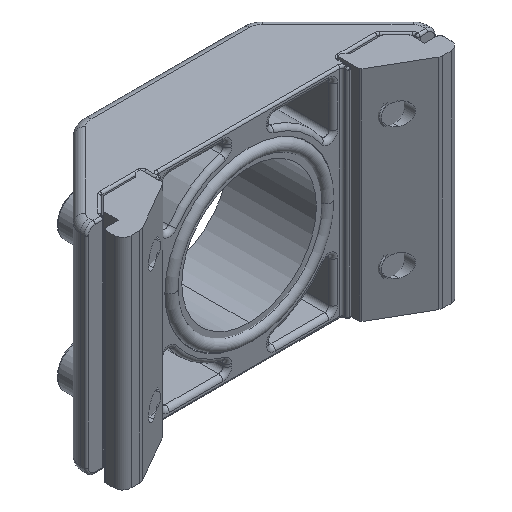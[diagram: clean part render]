
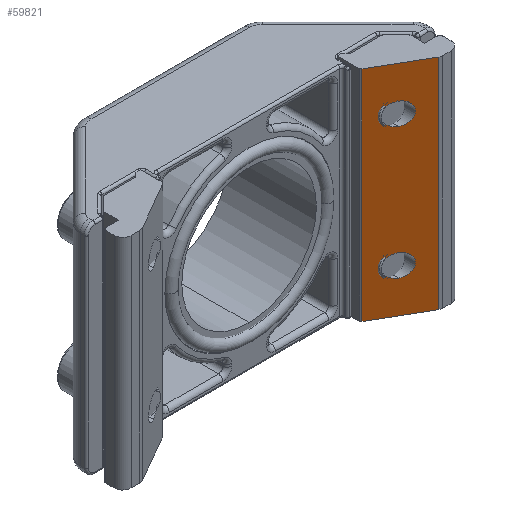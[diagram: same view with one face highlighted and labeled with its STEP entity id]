
A CAD part, isometric view. The second image highlights one B-rep face of the part: STEP entity #59821.
In plain terms, the highlighted face is planar.
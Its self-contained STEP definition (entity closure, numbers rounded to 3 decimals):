
#1398 = CARTESIAN_POINT ( 'NONE',  ( 10.5, 1.178, 7.5 ) ) ;
#3274 = CARTESIAN_POINT ( 'NONE',  ( 4.65, -2.199, 50. ) ) ;
#4750 = CARTESIAN_POINT ( 'NONE',  ( 10.5, 1.178, 7.5 ) ) ;
#4764 = VERTEX_POINT ( 'NONE', #8975 ) ;
#6111 = EDGE_CURVE ( 'NONE', #31206, #86317, #40548, .T. ) ;
#7259 = CARTESIAN_POINT ( 'NONE',  ( 10.5, 1.178, 42.5 ) ) ;
#7318 =( BOUNDED_CURVE ( )  B_SPLINE_CURVE ( 3, ( #69276, #75879, #7541, #7259 ),
 .UNSPECIFIED., .F., .F. ) 
 B_SPLINE_CURVE_WITH_KNOTS ( ( 4, 4 ),
 ( 1.571, 4.712 ),
 .UNSPECIFIED. ) 
 CURVE ( )  GEOMETRIC_REPRESENTATION_ITEM ( )  RATIONAL_B_SPLINE_CURVE ( ( 1., 0.333, 0.333, 1. ) ) 
 REPRESENTATION_ITEM ( '' )  );
#7431 = VECTOR ( 'NONE', #68367, 1000. ) ;
#7541 = CARTESIAN_POINT ( 'NONE',  ( 5.5, -1.708, 42.5 ) ) ;
#8975 = CARTESIAN_POINT ( 'NONE',  ( 10.5, 1.178, 12.5 ) ) ;
#14475 = CARTESIAN_POINT ( 'NONE',  ( 10.5, 1.178, 12.5 ) ) ;
#16011 = EDGE_CURVE ( 'NONE', #64844, #4764, #80600, .T. ) ;
#16131 = CARTESIAN_POINT ( 'NONE',  ( 15.5, 4.065, 42.5 ) ) ;
#17587 = EDGE_LOOP ( 'NONE', ( #23742, #33726 ) ) ;
#18511 = DIRECTION ( 'NONE',  ( 0., 0., -1. ) ) ;
#18756 = VECTOR ( 'NONE', #18511, 1000. ) ;
#18933 = ORIENTED_EDGE ( 'NONE', *, *, #28060, .T. ) ;
#19277 = CARTESIAN_POINT ( 'NONE',  ( 15.75, 4.21, 0. ) ) ;
#19805 = EDGE_CURVE ( 'NONE', #38957, #59602, #79724, .T. ) ;
#20156 = CARTESIAN_POINT ( 'NONE',  ( 15.5, 4.065, 12.5 ) ) ;
#21045 = ORIENTED_EDGE ( 'NONE', *, *, #28126, .T. ) ;
#22195 = ORIENTED_EDGE ( 'NONE', *, *, #56823, .T. ) ;
#22823 = EDGE_LOOP ( 'NONE', ( #22195, #21045 ) ) ;
#23742 = ORIENTED_EDGE ( 'NONE', *, *, #27198, .T. ) ;
#25521 = CARTESIAN_POINT ( 'NONE',  ( 10.5, 1.178, 7.5 ) ) ;
#26558 = PLANE ( 'NONE',  #57462 ) ;
#26943 = CARTESIAN_POINT ( 'NONE',  ( 4.65, -2.199, 0. ) ) ;
#27198 = EDGE_CURVE ( 'NONE', #4764, #64844, #35185, .T. ) ;
#27249 = FACE_BOUND ( 'NONE', #17587, .T. ) ;
#27627 = CARTESIAN_POINT ( 'NONE',  ( 10.5, 1.178, 12.5 ) ) ;
#28060 = EDGE_CURVE ( 'NONE', #38957, #31206, #47197, .T. ) ;
#28126 = EDGE_CURVE ( 'NONE', #58365, #28409, #7318, .T. ) ;
#28409 = VERTEX_POINT ( 'NONE', #49231 ) ;
#29282 = CARTESIAN_POINT ( 'NONE',  ( 15.5, 4.065, 37.5 ) ) ;
#29405 = FACE_BOUND ( 'NONE', #22823, .T. ) ;
#29584 = CARTESIAN_POINT ( 'NONE',  ( 10.5, 1.178, 42.5 ) ) ;
#31206 = VERTEX_POINT ( 'NONE', #26943 ) ;
#32259 = VECTOR ( 'NONE', #88476, 1000. ) ;
#33726 = ORIENTED_EDGE ( 'NONE', *, *, #16011, .T. ) ;
#35185 =( BOUNDED_CURVE ( )  B_SPLINE_CURVE ( 3, ( #27627, #20156, #62498, #1398 ),
 .UNSPECIFIED., .F., .F. ) 
 B_SPLINE_CURVE_WITH_KNOTS ( ( 4, 4 ),
 ( 4.712, 7.854 ),
 .UNSPECIFIED. ) 
 CURVE ( )  GEOMETRIC_REPRESENTATION_ITEM ( )  RATIONAL_B_SPLINE_CURVE ( ( 1., 0.333, 0.333, 1. ) ) 
 REPRESENTATION_ITEM ( '' )  );
#38957 = VERTEX_POINT ( 'NONE', #3274 ) ;
#39723 = DIRECTION ( 'NONE',  ( -0.866, -0.5, 0. ) ) ;
#40548 = LINE ( 'NONE', #75864, #7431 ) ;
#40601 = DIRECTION ( 'NONE',  ( -0.5, 0.866, 0. ) ) ;
#41931 =( BOUNDED_CURVE ( )  B_SPLINE_CURVE ( 3, ( #29584, #16131, #29282, #71029 ),
 .UNSPECIFIED., .F., .F. ) 
 B_SPLINE_CURVE_WITH_KNOTS ( ( 4, 4 ),
 ( 4.712, 7.854 ),
 .UNSPECIFIED. ) 
 CURVE ( )  GEOMETRIC_REPRESENTATION_ITEM ( )  RATIONAL_B_SPLINE_CURVE ( ( 1., 0.333, 0.333, 1. ) ) 
 REPRESENTATION_ITEM ( '' )  );
#47197 = LINE ( 'NONE', #47818, #32259 ) ;
#47515 = ORIENTED_EDGE ( 'NONE', *, *, #6111, .T. ) ;
#47818 = CARTESIAN_POINT ( 'NONE',  ( 4.65, -2.199, 50. ) ) ;
#49231 = CARTESIAN_POINT ( 'NONE',  ( 10.5, 1.178, 42.5 ) ) ;
#53993 = CARTESIAN_POINT ( 'NONE',  ( 10.5, 1.178, 37.5 ) ) ;
#54798 = CARTESIAN_POINT ( 'NONE',  ( 5.5, -1.708, 7.5 ) ) ;
#56823 = EDGE_CURVE ( 'NONE', #28409, #58365, #41931, .T. ) ;
#57462 = AXIS2_PLACEMENT_3D ( 'NONE', #60588, #40601, #39723 ) ;
#57617 = EDGE_CURVE ( 'NONE', #59602, #86317, #87143, .T. ) ;
#58365 = VERTEX_POINT ( 'NONE', #53993 ) ;
#59389 = VECTOR ( 'NONE', #86362, 1000. ) ;
#59602 = VERTEX_POINT ( 'NONE', #72204 ) ;
#59821 = ADVANCED_FACE ( 'NONE', ( #27249, #29405, #86053 ), #26558, .F. ) ;
#60588 = CARTESIAN_POINT ( 'NONE',  ( 4.65, -2.199, 50. ) ) ;
#62498 = CARTESIAN_POINT ( 'NONE',  ( 15.5, 4.065, 7.5 ) ) ;
#64844 = VERTEX_POINT ( 'NONE', #25521 ) ;
#68367 = DIRECTION ( 'NONE',  ( 0.866, 0.5, 0. ) ) ;
#69276 = CARTESIAN_POINT ( 'NONE',  ( 10.5, 1.178, 37.5 ) ) ;
#71029 = CARTESIAN_POINT ( 'NONE',  ( 10.5, 1.178, 37.5 ) ) ;
#72204 = CARTESIAN_POINT ( 'NONE',  ( 15.75, 4.21, 50. ) ) ;
#75864 = CARTESIAN_POINT ( 'NONE',  ( 4.65, -2.199, 0. ) ) ;
#75879 = CARTESIAN_POINT ( 'NONE',  ( 5.5, -1.708, 37.5 ) ) ;
#76240 = ORIENTED_EDGE ( 'NONE', *, *, #57617, .F. ) ;
#79329 = ORIENTED_EDGE ( 'NONE', *, *, #19805, .F. ) ;
#79724 = LINE ( 'NONE', #85751, #59389 ) ;
#80600 =( BOUNDED_CURVE ( )  B_SPLINE_CURVE ( 3, ( #4750, #54798, #88591, #14475 ),
 .UNSPECIFIED., .F., .T. ) 
 B_SPLINE_CURVE_WITH_KNOTS ( ( 4, 4 ),
 ( 1.571, 4.712 ),
 .UNSPECIFIED. ) 
 CURVE ( )  GEOMETRIC_REPRESENTATION_ITEM ( )  RATIONAL_B_SPLINE_CURVE ( ( 1., 0.333, 0.333, 1. ) ) 
 REPRESENTATION_ITEM ( '' )  );
#85421 = CARTESIAN_POINT ( 'NONE',  ( 15.75, 4.21, 50. ) ) ;
#85751 = CARTESIAN_POINT ( 'NONE',  ( 4.65, -2.199, 50. ) ) ;
#86053 = FACE_OUTER_BOUND ( 'NONE', #86063, .T. ) ;
#86063 = EDGE_LOOP ( 'NONE', ( #47515, #76240, #79329, #18933 ) ) ;
#86317 = VERTEX_POINT ( 'NONE', #19277 ) ;
#86362 = DIRECTION ( 'NONE',  ( 0.866, 0.5, 0. ) ) ;
#87143 = LINE ( 'NONE', #85421, #18756 ) ;
#88476 = DIRECTION ( 'NONE',  ( 0., 0., -1. ) ) ;
#88591 = CARTESIAN_POINT ( 'NONE',  ( 5.5, -1.708, 12.5 ) ) ;
